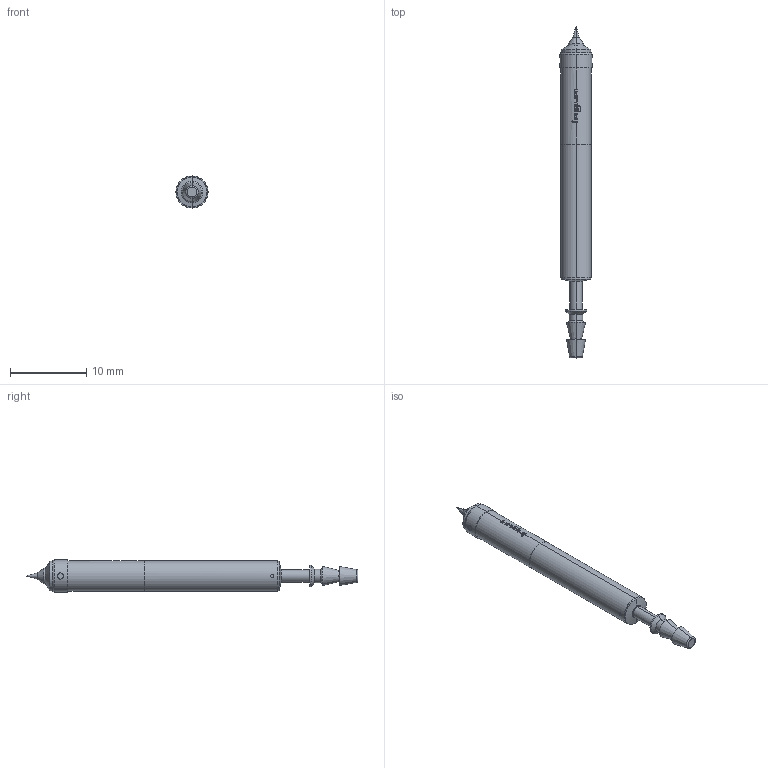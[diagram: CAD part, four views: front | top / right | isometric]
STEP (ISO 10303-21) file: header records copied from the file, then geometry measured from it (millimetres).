
FILE_DESCRIPTION (( 'STEP AP203' ), '1' );
FILE_NAME ('INGUN_PKS-420_201_200_R_xx02_2.STEP', '2022-02-21T12:14:45', ( 'ochi' ), ( '' ), 'SwSTEP 2.0', 'SolidWorks 2018', '' );
FILE_SCHEMA (( 'CONFIG_CONTROL_DESIGN' ));
Length unit declared in the file: millimetre
Products named in the file (1): INGUN_PKS-420_201_200_R_xx02_2
Bounding box: 4.2 x 43.5 x 4.2 mm (x, y, z)
Volume: 412.9 mm3; surface area: 481.9 mm2
Topology: 1 solids, 1 shells, 148 faces, 374 edges, 239 vertices
Faces by surface type: plane 53, cylinder 45, bspline 22, cone 16, torus 12
Entity records: 4873 total; most frequent: CARTESIAN_POINT 1352, ORIENTED_EDGE 744, DIRECTION 690, EDGE_CURVE 372, AXIS2_PLACEMENT_3D 285, VERTEX_POINT 239, EDGE_LOOP 161, CIRCLE 158
